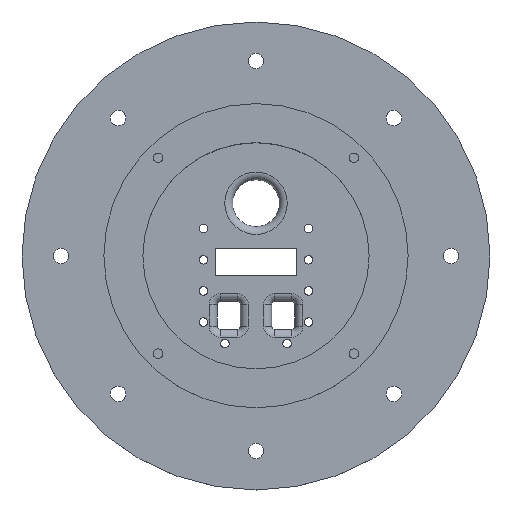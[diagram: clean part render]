
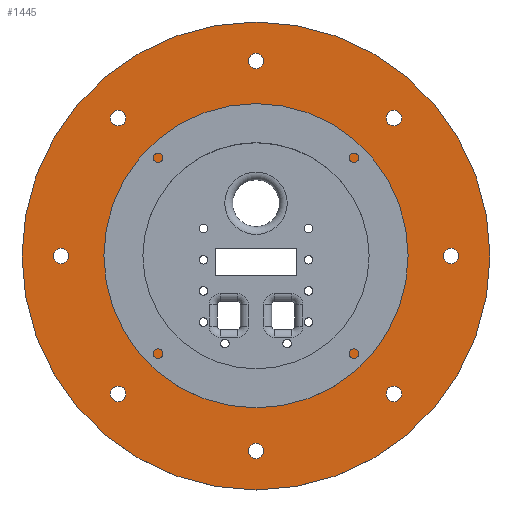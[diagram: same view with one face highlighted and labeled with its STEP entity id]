
A CAD part, top view. The second image highlights one B-rep face of the part: STEP entity #1445.
In plain terms, the highlighted planar face has unit normal (0, 0, 1).
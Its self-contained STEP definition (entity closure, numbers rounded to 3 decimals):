
#253=FACE_BOUND('',#392,.T.);
#254=FACE_BOUND('',#393,.T.);
#255=FACE_BOUND('',#394,.T.);
#256=FACE_BOUND('',#395,.T.);
#257=FACE_BOUND('',#396,.T.);
#258=FACE_BOUND('',#397,.T.);
#259=FACE_BOUND('',#398,.T.);
#260=FACE_BOUND('',#399,.T.);
#261=FACE_BOUND('',#400,.T.);
#312=FACE_OUTER_BOUND('',#391,.T.);
#391=EDGE_LOOP('',(#998,#999));
#392=EDGE_LOOP('',(#1000));
#393=EDGE_LOOP('',(#1001));
#394=EDGE_LOOP('',(#1002));
#395=EDGE_LOOP('',(#1003));
#396=EDGE_LOOP('',(#1004));
#397=EDGE_LOOP('',(#1005));
#398=EDGE_LOOP('',(#1006));
#399=EDGE_LOOP('',(#1007));
#400=EDGE_LOOP('',(#1008,#1009));
#529=CIRCLE('',#1545,60.);
#530=CIRCLE('',#1546,60.);
#531=CIRCLE('',#1547,2.);
#532=CIRCLE('',#1548,2.);
#533=CIRCLE('',#1549,2.);
#534=CIRCLE('',#1550,2.);
#535=CIRCLE('',#1551,2.);
#536=CIRCLE('',#1552,2.);
#537=CIRCLE('',#1553,2.);
#538=CIRCLE('',#1554,2.);
#539=CIRCLE('',#1555,31.5);
#540=CIRCLE('',#1556,31.5);
#648=VERTEX_POINT('',#2234);
#649=VERTEX_POINT('',#2235);
#650=VERTEX_POINT('',#2238);
#651=VERTEX_POINT('',#2240);
#652=VERTEX_POINT('',#2242);
#653=VERTEX_POINT('',#2244);
#654=VERTEX_POINT('',#2246);
#655=VERTEX_POINT('',#2248);
#656=VERTEX_POINT('',#2250);
#657=VERTEX_POINT('',#2252);
#658=VERTEX_POINT('',#2254);
#659=VERTEX_POINT('',#2255);
#787=EDGE_CURVE('',#648,#649,#529,.T.);
#788=EDGE_CURVE('',#649,#648,#530,.T.);
#789=EDGE_CURVE('',#650,#650,#531,.T.);
#790=EDGE_CURVE('',#651,#651,#532,.T.);
#791=EDGE_CURVE('',#652,#652,#533,.T.);
#792=EDGE_CURVE('',#653,#653,#534,.T.);
#793=EDGE_CURVE('',#654,#654,#535,.T.);
#794=EDGE_CURVE('',#655,#655,#536,.T.);
#795=EDGE_CURVE('',#656,#656,#537,.T.);
#796=EDGE_CURVE('',#657,#657,#538,.T.);
#797=EDGE_CURVE('',#658,#659,#539,.T.);
#798=EDGE_CURVE('',#659,#658,#540,.T.);
#998=ORIENTED_EDGE('',*,*,#787,.F.);
#999=ORIENTED_EDGE('',*,*,#788,.F.);
#1000=ORIENTED_EDGE('',*,*,#789,.F.);
#1001=ORIENTED_EDGE('',*,*,#790,.F.);
#1002=ORIENTED_EDGE('',*,*,#791,.F.);
#1003=ORIENTED_EDGE('',*,*,#792,.F.);
#1004=ORIENTED_EDGE('',*,*,#793,.F.);
#1005=ORIENTED_EDGE('',*,*,#794,.F.);
#1006=ORIENTED_EDGE('',*,*,#795,.F.);
#1007=ORIENTED_EDGE('',*,*,#796,.F.);
#1008=ORIENTED_EDGE('',*,*,#797,.T.);
#1009=ORIENTED_EDGE('',*,*,#798,.T.);
#1420=PLANE('',#1544);
#1445=ADVANCED_FACE('',(#312,#253,#254,#255,#256,#257,#258,#259,#260,#261),
#1420,.F.);
#1544=AXIS2_PLACEMENT_3D('',#2233,#1744,#1745);
#1545=AXIS2_PLACEMENT_3D('',#2236,#1746,#1747);
#1546=AXIS2_PLACEMENT_3D('',#2237,#1748,#1749);
#1547=AXIS2_PLACEMENT_3D('',#2239,#1750,#1751);
#1548=AXIS2_PLACEMENT_3D('',#2241,#1752,#1753);
#1549=AXIS2_PLACEMENT_3D('',#2243,#1754,#1755);
#1550=AXIS2_PLACEMENT_3D('',#2245,#1756,#1757);
#1551=AXIS2_PLACEMENT_3D('',#2247,#1758,#1759);
#1552=AXIS2_PLACEMENT_3D('',#2249,#1760,#1761);
#1553=AXIS2_PLACEMENT_3D('',#2251,#1762,#1763);
#1554=AXIS2_PLACEMENT_3D('',#2253,#1764,#1765);
#1555=AXIS2_PLACEMENT_3D('',#2256,#1766,#1767);
#1556=AXIS2_PLACEMENT_3D('',#2257,#1768,#1769);
#1744=DIRECTION('center_axis',(0.,0.,-1.));
#1745=DIRECTION('ref_axis',(-1.,0.,0.));
#1746=DIRECTION('center_axis',(0.,0.,-1.));
#1747=DIRECTION('ref_axis',(-1.,0.,0.));
#1748=DIRECTION('center_axis',(0.,0.,-1.));
#1749=DIRECTION('ref_axis',(-1.,0.,0.));
#1750=DIRECTION('center_axis',(0.,0.,1.));
#1751=DIRECTION('ref_axis',(1.,0.,0.));
#1752=DIRECTION('center_axis',(0.,0.,1.));
#1753=DIRECTION('ref_axis',(1.,0.,0.));
#1754=DIRECTION('center_axis',(0.,0.,1.));
#1755=DIRECTION('ref_axis',(1.,0.,0.));
#1756=DIRECTION('center_axis',(0.,0.,1.));
#1757=DIRECTION('ref_axis',(1.,0.,0.));
#1758=DIRECTION('center_axis',(0.,0.,1.));
#1759=DIRECTION('ref_axis',(1.,0.,0.));
#1760=DIRECTION('center_axis',(0.,0.,1.));
#1761=DIRECTION('ref_axis',(1.,0.,0.));
#1762=DIRECTION('center_axis',(0.,0.,1.));
#1763=DIRECTION('ref_axis',(1.,0.,0.));
#1764=DIRECTION('center_axis',(0.,0.,1.));
#1765=DIRECTION('ref_axis',(1.,0.,0.));
#1766=DIRECTION('center_axis',(0.,0.,-1.));
#1767=DIRECTION('ref_axis',(1.,0.,0.));
#1768=DIRECTION('center_axis',(0.,0.,-1.));
#1769=DIRECTION('ref_axis',(1.,0.,0.));
#2233=CARTESIAN_POINT('Origin',(0.,0.,-38.));
#2234=CARTESIAN_POINT('',(-60.,0.,-38.));
#2235=CARTESIAN_POINT('',(60.,0.,-38.));
#2236=CARTESIAN_POINT('Origin',(0.,0.,-38.));
#2237=CARTESIAN_POINT('Origin',(0.,0.,-38.));
#2238=CARTESIAN_POINT('',(-52.,0.,-38.));
#2239=CARTESIAN_POINT('Origin',(-50.,0.,-38.));
#2240=CARTESIAN_POINT('',(-37.356,-35.355,-38.));
#2241=CARTESIAN_POINT('Origin',(-35.356,-35.355,-38.));
#2242=CARTESIAN_POINT('',(-37.356,35.355,-38.));
#2243=CARTESIAN_POINT('Origin',(-35.356,35.355,-38.));
#2244=CARTESIAN_POINT('',(-2.,-50.,-38.));
#2245=CARTESIAN_POINT('Origin',(0.,-50.,-38.));
#2246=CARTESIAN_POINT('',(-2.,50.,-38.));
#2247=CARTESIAN_POINT('Origin',(0.,50.,-38.));
#2248=CARTESIAN_POINT('',(48.,0.,-38.));
#2249=CARTESIAN_POINT('Origin',(50.,0.,-38.));
#2250=CARTESIAN_POINT('',(33.355,35.356,-38.));
#2251=CARTESIAN_POINT('Origin',(35.355,35.356,-38.));
#2252=CARTESIAN_POINT('',(33.357,-35.354,-38.));
#2253=CARTESIAN_POINT('Origin',(35.357,-35.354,-38.));
#2254=CARTESIAN_POINT('',(31.5,0.,-38.));
#2255=CARTESIAN_POINT('',(-31.5,0.,-38.));
#2256=CARTESIAN_POINT('Origin',(0.,0.,-38.));
#2257=CARTESIAN_POINT('Origin',(0.,0.,-38.));
